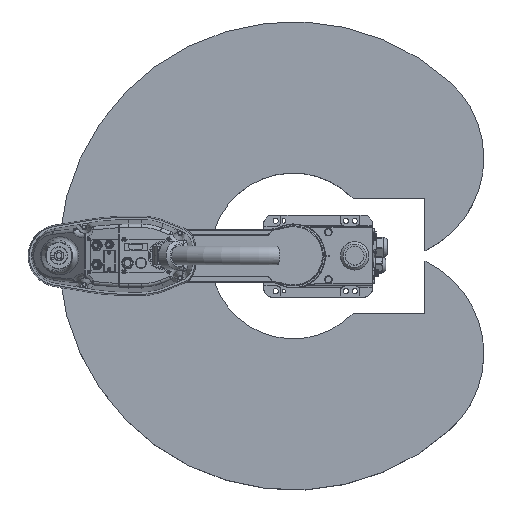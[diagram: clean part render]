
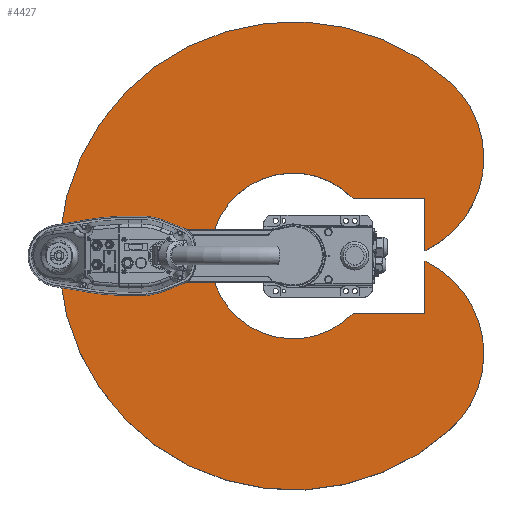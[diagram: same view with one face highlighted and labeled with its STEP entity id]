
A CAD part, top view. The second image highlights one B-rep face of the part: STEP entity #4427.
In plain terms, the highlighted face is planar.
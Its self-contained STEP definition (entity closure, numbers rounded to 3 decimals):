
#73 = VERTEX_POINT ( 'NONE', #36261 ) ;
#709 = VERTEX_POINT ( 'NONE', #33388 ) ;
#982 = EDGE_CURVE ( 'NONE', #9690, #11153, #61856, .T. ) ;
#2600 = CARTESIAN_POINT ( 'NONE',  ( 0., 0., 0. ) ) ;
#3000 = DIRECTION ( 'NONE',  ( 0., 0., 1. ) ) ;
#4211 = AXIS2_PLACEMENT_3D ( 'NONE', #29930, #71961, #40933 ) ;
#4427 = ADVANCED_FACE ( 'NONE', ( #8874 ), #14386, .F. ) ;
#4870 = VERTEX_POINT ( 'NONE', #32887 ) ;
#5162 = ORIENTED_EDGE ( 'NONE', *, *, #982, .F. ) ;
#7314 = VERTEX_POINT ( 'NONE', #20456 ) ;
#7983 = CARTESIAN_POINT ( 'NONE',  ( 225., 0., -98. ) ) ;
#8224 = EDGE_CURVE ( 'NONE', #7314, #17063, #22972, .T. ) ;
#8874 = FACE_OUTER_BOUND ( 'NONE', #47877, .T. ) ;
#9690 = VERTEX_POINT ( 'NONE', #7983 ) ;
#9991 = VECTOR ( 'NONE', #32013, 1000. ) ;
#10218 = AXIS2_PLACEMENT_3D ( 'NONE', #23691, #28440, #53176 ) ;
#10575 = VECTOR ( 'NONE', #57492, 1000. ) ;
#11153 = VERTEX_POINT ( 'NONE', #64488 ) ;
#12507 = CARTESIAN_POINT ( 'NONE',  ( 0., 0., -98. ) ) ;
#14386 = PLANE ( 'NONE',  #27681 ) ;
#14711 = LINE ( 'NONE', #33944, #10575 ) ;
#17063 = VERTEX_POINT ( 'NONE', #60962 ) ;
#20456 = CARTESIAN_POINT ( 'NONE',  ( 267.652, 0., 297.258 ) ) ;
#21490 = AXIS2_PLACEMENT_3D ( 'NONE', #40137, #39752, #38985 ) ;
#22766 = CIRCLE ( 'NONE', #10218, 175. ) ;
#22972 = CIRCLE ( 'NONE', #4211, 175. ) ;
#23172 = EDGE_CURVE ( 'NONE', #11153, #4870, #22766, .T. ) ;
#23691 = CARTESIAN_POINT ( 'NONE',  ( 150.554, 0., -167.208 ) ) ;
#23712 = ORIENTED_EDGE ( 'NONE', *, *, #42372, .T. ) ;
#23889 = VECTOR ( 'NONE', #36465, 1000. ) ;
#24498 = DIRECTION ( 'NONE',  ( 0., 0., 1. ) ) ;
#24622 = LINE ( 'NONE', #32058, #68701 ) ;
#25333 = CIRCLE ( 'NONE', #36688, 400. ) ;
#26116 = CARTESIAN_POINT ( 'NONE',  ( 225., 0., 98. ) ) ;
#27681 = AXIS2_PLACEMENT_3D ( 'NONE', #2600, #56778, #3000 ) ;
#28440 = DIRECTION ( 'NONE',  ( 0., 1., 0. ) ) ;
#29930 = CARTESIAN_POINT ( 'NONE',  ( 150.554, 0., 167.208 ) ) ;
#32013 = DIRECTION ( 'NONE',  ( 0., 0., 1. ) ) ;
#32058 = CARTESIAN_POINT ( 'NONE',  ( 72.426, 0., 98. ) ) ;
#32887 = CARTESIAN_POINT ( 'NONE',  ( 267.652, 0., -297.258 ) ) ;
#33388 = CARTESIAN_POINT ( 'NONE',  ( 225., 0., 98. ) ) ;
#33737 = ORIENTED_EDGE ( 'NONE', *, *, #46509, .T. ) ;
#33828 = EDGE_CURVE ( 'NONE', #709, #73, #24622, .T. ) ;
#33944 = CARTESIAN_POINT ( 'NONE',  ( 225., 0., 0. ) ) ;
#36261 = CARTESIAN_POINT ( 'NONE',  ( 102.208, 0., 98. ) ) ;
#36465 = DIRECTION ( 'NONE',  ( -1., 0., 0. ) ) ;
#36545 = ORIENTED_EDGE ( 'NONE', *, *, #68210, .F. ) ;
#36688 = AXIS2_PLACEMENT_3D ( 'NONE', #36687, #55904, #24498 ) ;
#36687 = CARTESIAN_POINT ( 'NONE',  ( 0., 0., 0. ) ) ;
#38830 = ORIENTED_EDGE ( 'NONE', *, *, #45632, .T. ) ;
#38985 = DIRECTION ( 'NONE',  ( 0., 0., 1. ) ) ;
#39752 = DIRECTION ( 'NONE',  ( 0., 1., 0. ) ) ;
#40137 = CARTESIAN_POINT ( 'NONE',  ( 0., 0., 0. ) ) ;
#40933 = DIRECTION ( 'NONE',  ( 0., 0., 1. ) ) ;
#42372 = EDGE_CURVE ( 'NONE', #709, #17063, #14711, .T. ) ;
#45159 = ORIENTED_EDGE ( 'NONE', *, *, #23172, .F. ) ;
#45632 = EDGE_CURVE ( 'NONE', #9690, #64867, #66286, .T. ) ;
#46509 = EDGE_CURVE ( 'NONE', #64867, #73, #49052, .T. ) ;
#47436 = CARTESIAN_POINT ( 'NONE',  ( 102.208, 0., -98. ) ) ;
#47877 = EDGE_LOOP ( 'NONE', ( #33737, #48810, #23712, #64680, #36545, #45159, #5162, #38830 ) ) ;
#48810 = ORIENTED_EDGE ( 'NONE', *, *, #33828, .F. ) ;
#49052 = CIRCLE ( 'NONE', #21490, 141.6 ) ;
#53176 = DIRECTION ( 'NONE',  ( 0., 0., 1. ) ) ;
#55904 = DIRECTION ( 'NONE',  ( 0., 1., 0. ) ) ;
#56778 = DIRECTION ( 'NONE',  ( 0., 1., 0. ) ) ;
#57492 = DIRECTION ( 'NONE',  ( 0., 0., -1. ) ) ;
#60962 = CARTESIAN_POINT ( 'NONE',  ( 225., 0., 8.832 ) ) ;
#61856 = LINE ( 'NONE', #26116, #9991 ) ;
#64488 = CARTESIAN_POINT ( 'NONE',  ( 225., 0., -8.832 ) ) ;
#64680 = ORIENTED_EDGE ( 'NONE', *, *, #8224, .F. ) ;
#64867 = VERTEX_POINT ( 'NONE', #47436 ) ;
#66286 = LINE ( 'NONE', #12507, #23889 ) ;
#66607 = DIRECTION ( 'NONE',  ( -1., 0., 0. ) ) ;
#68210 = EDGE_CURVE ( 'NONE', #4870, #7314, #25333, .T. ) ;
#68701 = VECTOR ( 'NONE', #66607, 1000. ) ;
#71961 = DIRECTION ( 'NONE',  ( 0., 1., 0. ) ) ;
